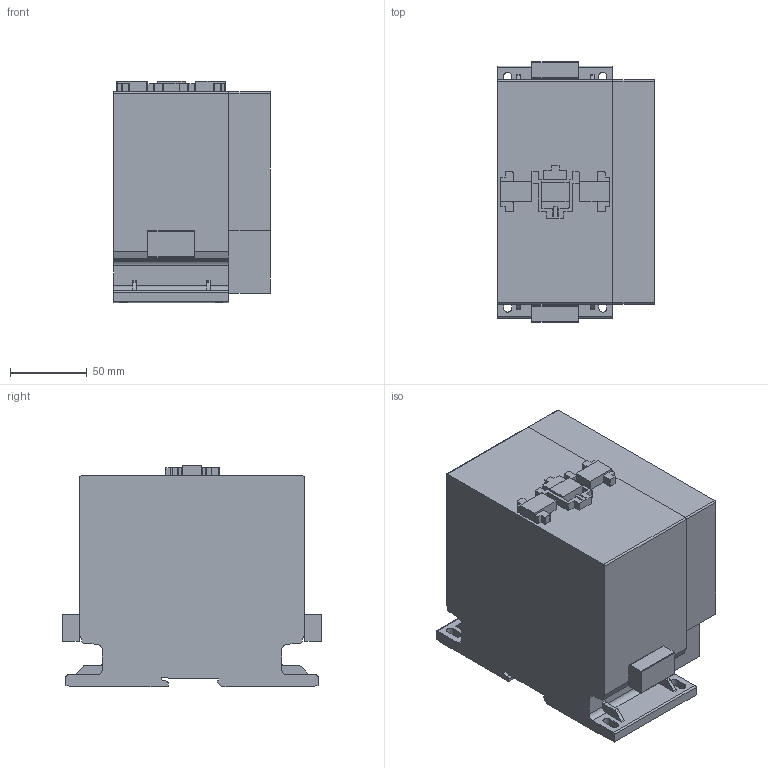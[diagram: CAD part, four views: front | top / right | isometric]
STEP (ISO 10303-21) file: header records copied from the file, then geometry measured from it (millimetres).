
FILE_DESCRIPTION(/* description */ (''),/* implementation_level */ '2;1');
FILE_NAME(/* name */ '3d_BF150T4A57560.stp',/* time_stamp */ '2018-03-23T10:00:07+01:00',/* author */ ('Andrzej'),/* organization */ (''),/* preprocessor_version */ 'ST-DEVELOPER v16.13',/* originating_system */ 'AutoCAD Mechanical',/* authorisation */ '');
FILE_SCHEMA (('AUTOMOTIVE_DESIGN { 1 0 10303 214 3 1 1 }'));
Length unit declared in the file: millimetre
Products named in the file (1): Product
Bounding box: 102 x 169.2 x 144 mm (x, y, z)
Volume: 1956295.9 mm3; surface area: 148028.3 mm2
Topology: 8 solids, 8 shells, 258 faces, 994 edges, 974 vertices
Faces by surface type: plane 169, cylinder 89
Entity records: 10621 total; most frequent: CARTESIAN_POINT 2309, DIRECTION 1792, ORIENTED_EDGE 1444, EDGE_CURVE 722, LINE 698, VECTOR 698, AXIS2_PLACEMENT_3D 547, VERTEX_POINT 480
